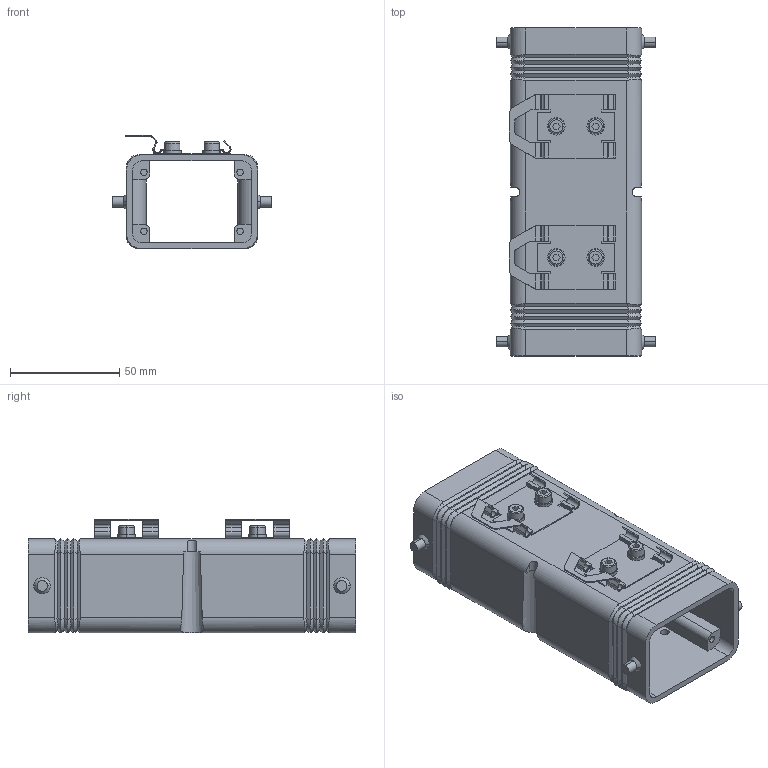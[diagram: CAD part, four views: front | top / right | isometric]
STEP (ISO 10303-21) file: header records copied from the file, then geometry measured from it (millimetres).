
FILE_DESCRIPTION(('Creo Elements/Direct Modeling STEP Export'),'2;1');
FILE_NAME('0ln7uvk4tikpt99960','2019-11-05T 9:39:42',(''),(''),'Creo Elements/Direct Modeling STEP processor for AP214 (Solid Model)','Creo Elements/Direct Modeling 20.1B 02-Apr-2019 (C) Parametric Technology GmbH','');
FILE_SCHEMA(('AUTOMOTIVE_DESIGN { 1 0 10303 214 1 1 1 1 }'));
Length unit declared in the file: millimetre
Products named in the file (1): CYG_06H10D
Bounding box: 73 x 150 x 52 mm (x, y, z)
Volume: 102690.5 mm3; surface area: 59523.2 mm2
Topology: 1 solids, 1 shells, 476 faces, 1266 edges, 820 vertices
Faces by surface type: plane 280, cylinder 178, torus 8, bspline 8, cone 2
Entity records: 22445 total; most frequent: CARTESIAN_POINT 7023, ORIENTED_EDGE 2532, DIRECTION 2273, EDGE_CURVE 1266, VECTOR 825, LINE 825, VERTEX_POINT 820, AXIS2_PLACEMENT_3D 724
